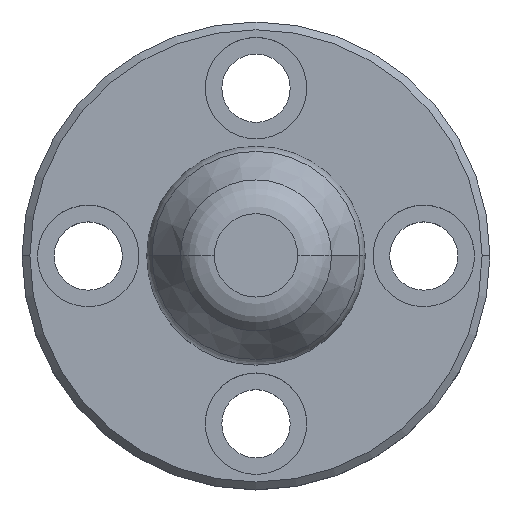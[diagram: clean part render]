
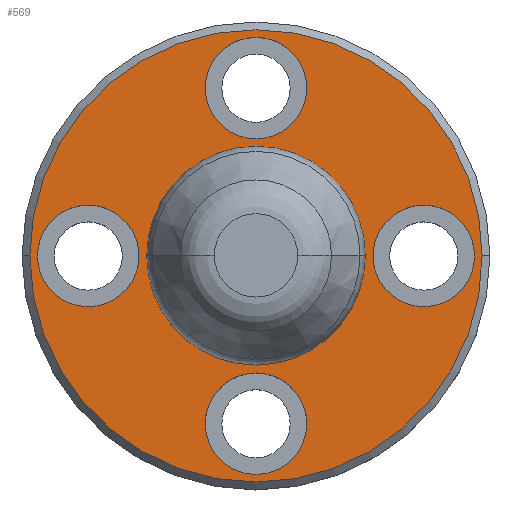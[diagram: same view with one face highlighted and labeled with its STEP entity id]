
A CAD part, top view. The second image highlights one B-rep face of the part: STEP entity #569.
In plain terms, the highlighted planar face has unit normal (0, 0, 1).
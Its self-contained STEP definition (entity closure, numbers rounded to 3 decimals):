
#26 = CARTESIAN_POINT ( 'NONE',  ( -13., -43., 25. ) ) ;
#45 = DIRECTION ( 'NONE',  ( 0., 0., -1. ) ) ;
#52 = FACE_OUTER_BOUND ( 'NONE', #60, .T. ) ;
#54 = DIRECTION ( 'NONE',  ( 1., 0., 0. ) ) ;
#56 = CIRCLE ( 'NONE', #349, 57.95 ) ;
#60 = EDGE_LOOP ( 'NONE', ( #653, #935 ) ) ;
#89 = VERTEX_POINT ( 'NONE', #1059 ) ;
#111 = CARTESIAN_POINT ( 'NONE',  ( 0., 0., 25. ) ) ;
#130 = CARTESIAN_POINT ( 'NONE',  ( -30., 0., 25. ) ) ;
#135 = CIRCLE ( 'NONE', #638, 13. ) ;
#155 = DIRECTION ( 'NONE',  ( 0., 0., 1. ) ) ;
#226 = VERTEX_POINT ( 'NONE', #676 ) ;
#239 = CARTESIAN_POINT ( 'NONE',  ( 0., 0., 25. ) ) ;
#301 = CARTESIAN_POINT ( 'NONE',  ( 30., 0., 25. ) ) ;
#308 = CARTESIAN_POINT ( 'NONE',  ( 43., 0., 25. ) ) ;
#315 = AXIS2_PLACEMENT_3D ( 'NONE', #1326, #689, #54 ) ;
#320 = CIRCLE ( 'NONE', #327, 13. ) ;
#325 = AXIS2_PLACEMENT_3D ( 'NONE', #362, #1111, #460 ) ;
#327 = AXIS2_PLACEMENT_3D ( 'NONE', #789, #155, #893 ) ;
#329 = AXIS2_PLACEMENT_3D ( 'NONE', #1219, #568, #1321 ) ;
#342 = CARTESIAN_POINT ( 'NONE',  ( -56., 0., 25. ) ) ;
#348 = AXIS2_PLACEMENT_3D ( 'NONE', #678, #45, #781 ) ;
#349 = AXIS2_PLACEMENT_3D ( 'NONE', #239, #998, #355 ) ;
#355 = DIRECTION ( 'NONE',  ( 1., 0., 0. ) ) ;
#360 = FACE_BOUND ( 'NONE', #476, .T. ) ;
#362 = CARTESIAN_POINT ( 'NONE',  ( 0., 43., 25. ) ) ;
#370 = EDGE_LOOP ( 'NONE', ( #1101, #656 ) ) ;
#389 = VERTEX_POINT ( 'NONE', #1365 ) ;
#414 = DIRECTION ( 'NONE',  ( 1., 0., 0. ) ) ;
#418 = DIRECTION ( 'NONE',  ( 0., 0., 1. ) ) ;
#432 = CARTESIAN_POINT ( 'NONE',  ( 57.95, 0., 25. ) ) ;
#440 = CARTESIAN_POINT ( 'NONE',  ( 0., 0., 25. ) ) ;
#460 = DIRECTION ( 'NONE',  ( 1., 0., 0. ) ) ;
#467 = AXIS2_PLACEMENT_3D ( 'NONE', #440, #1206, #547 ) ;
#476 = EDGE_LOOP ( 'NONE', ( #741, #1085 ) ) ;
#483 = VERTEX_POINT ( 'NONE', #301 ) ;
#503 = DIRECTION ( 'NONE',  ( 0., 0., 1. ) ) ;
#505 = AXIS2_PLACEMENT_3D ( 'NONE', #1071, #418, #1173 ) ;
#525 = AXIS2_PLACEMENT_3D ( 'NONE', #308, #1064, #414 ) ;
#526 = DIRECTION ( 'NONE',  ( 0., 0., 1. ) ) ;
#547 = DIRECTION ( 'NONE',  ( 1., 0., 0. ) ) ;
#564 = AXIS2_PLACEMENT_3D ( 'NONE', #1179, #526, #1282 ) ;
#568 = DIRECTION ( 'NONE',  ( 0., 0., 1. ) ) ;
#569 = ADVANCED_FACE ( 'NONE', ( #895, #52, #643, #855, #360, #573 ), #1325, .T. ) ;
#571 = CARTESIAN_POINT ( 'NONE',  ( 0., 43., 25. ) ) ;
#572 = ORIENTED_EDGE ( 'NONE', *, *, #1041, .F. ) ;
#573 = FACE_BOUND ( 'NONE', #819, .T. ) ;
#578 = CIRCLE ( 'NONE', #315, 13. ) ;
#609 = CIRCLE ( 'NONE', #329, 13. ) ;
#613 = ORIENTED_EDGE ( 'NONE', *, *, #1100, .T. ) ;
#614 = AXIS2_PLACEMENT_3D ( 'NONE', #1156, #503, #1266 ) ;
#626 = CARTESIAN_POINT ( 'NONE',  ( -13., 43., 25. ) ) ;
#638 = AXIS2_PLACEMENT_3D ( 'NONE', #571, #1088, #1257 ) ;
#643 = FACE_BOUND ( 'NONE', #865, .T. ) ;
#645 = EDGE_LOOP ( 'NONE', ( #613, #839 ) ) ;
#653 = ORIENTED_EDGE ( 'NONE', *, *, #1232, .T. ) ;
#656 = ORIENTED_EDGE ( 'NONE', *, *, #1024, .F. ) ;
#676 = CARTESIAN_POINT ( 'NONE',  ( -57.95, 0., 25. ) ) ;
#678 = CARTESIAN_POINT ( 'NONE',  ( 0., 0., 25. ) ) ;
#689 = DIRECTION ( 'NONE',  ( 0., 0., 1. ) ) ;
#708 = AXIS2_PLACEMENT_3D ( 'NONE', #111, #1167, #1181 ) ;
#711 = VERTEX_POINT ( 'NONE', #130 ) ;
#712 = VERTEX_POINT ( 'NONE', #862 ) ;
#741 = ORIENTED_EDGE ( 'NONE', *, *, #1248, .F. ) ;
#743 = VERTEX_POINT ( 'NONE', #26 ) ;
#765 = ORIENTED_EDGE ( 'NONE', *, *, #1234, .F. ) ;
#781 = DIRECTION ( 'NONE',  ( 1., 0., 0. ) ) ;
#789 = CARTESIAN_POINT ( 'NONE',  ( 43., 0., 25. ) ) ;
#804 = CIRCLE ( 'NONE', #505, 13. ) ;
#819 = EDGE_LOOP ( 'NONE', ( #861, #1157 ) ) ;
#839 = ORIENTED_EDGE ( 'NONE', *, *, #1231, .T. ) ;
#855 = FACE_BOUND ( 'NONE', #370, .T. ) ;
#858 = CIRCLE ( 'NONE', #325, 13. ) ;
#861 = ORIENTED_EDGE ( 'NONE', *, *, #1249, .F. ) ;
#862 = CARTESIAN_POINT ( 'NONE',  ( 13., 43., 25. ) ) ;
#865 = EDGE_LOOP ( 'NONE', ( #765, #572 ) ) ;
#893 = DIRECTION ( 'NONE',  ( 1., 0., 0. ) ) ;
#895 = FACE_BOUND ( 'NONE', #645, .T. ) ;
#916 = CIRCLE ( 'NONE', #614, 57.95 ) ;
#920 = EDGE_CURVE ( 'NONE', #940, #712, #135, .T. ) ;
#935 = ORIENTED_EDGE ( 'NONE', *, *, #938, .T. ) ;
#938 = EDGE_CURVE ( 'NONE', #1203, #226, #916, .T. ) ;
#940 = VERTEX_POINT ( 'NONE', #626 ) ;
#957 = CIRCLE ( 'NONE', #467, 28. ) ;
#981 = EDGE_CURVE ( 'NONE', #743, #89, #1372, .T. ) ;
#998 = DIRECTION ( 'NONE',  ( 0., 0., 1. ) ) ;
#1024 = EDGE_CURVE ( 'NONE', #483, #1147, #1150, .T. ) ;
#1041 = EDGE_CURVE ( 'NONE', #1128, #711, #804, .T. ) ;
#1059 = CARTESIAN_POINT ( 'NONE',  ( 13., -43., 25. ) ) ;
#1064 = DIRECTION ( 'NONE',  ( 0., 0., 1. ) ) ;
#1071 = CARTESIAN_POINT ( 'NONE',  ( -43., 0., 25. ) ) ;
#1085 = ORIENTED_EDGE ( 'NONE', *, *, #920, .F. ) ;
#1088 = DIRECTION ( 'NONE',  ( 0., 0., 1. ) ) ;
#1100 = EDGE_CURVE ( 'NONE', #1134, #389, #957, .T. ) ;
#1101 = ORIENTED_EDGE ( 'NONE', *, *, #1246, .F. ) ;
#1104 = CARTESIAN_POINT ( 'NONE',  ( 28., 0., 25. ) ) ;
#1111 = DIRECTION ( 'NONE',  ( 0., 0., 1. ) ) ;
#1128 = VERTEX_POINT ( 'NONE', #342 ) ;
#1134 = VERTEX_POINT ( 'NONE', #1104 ) ;
#1147 = VERTEX_POINT ( 'NONE', #1223 ) ;
#1150 = CIRCLE ( 'NONE', #525, 13. ) ;
#1156 = CARTESIAN_POINT ( 'NONE',  ( 0., 0., 25. ) ) ;
#1157 = ORIENTED_EDGE ( 'NONE', *, *, #981, .F. ) ;
#1167 = DIRECTION ( 'NONE',  ( 0., 0., 1. ) ) ;
#1173 = DIRECTION ( 'NONE',  ( 1., 0., 0. ) ) ;
#1179 = CARTESIAN_POINT ( 'NONE',  ( 0., -43., 25. ) ) ;
#1180 = CIRCLE ( 'NONE', #348, 28. ) ;
#1181 = DIRECTION ( 'NONE',  ( 1., 0., 0. ) ) ;
#1203 = VERTEX_POINT ( 'NONE', #432 ) ;
#1206 = DIRECTION ( 'NONE',  ( 0., 0., -1. ) ) ;
#1219 = CARTESIAN_POINT ( 'NONE',  ( -43., 0., 25. ) ) ;
#1223 = CARTESIAN_POINT ( 'NONE',  ( 56., 0., 25. ) ) ;
#1231 = EDGE_CURVE ( 'NONE', #389, #1134, #1180, .T. ) ;
#1232 = EDGE_CURVE ( 'NONE', #226, #1203, #56, .T. ) ;
#1234 = EDGE_CURVE ( 'NONE', #711, #1128, #609, .T. ) ;
#1246 = EDGE_CURVE ( 'NONE', #1147, #483, #320, .T. ) ;
#1248 = EDGE_CURVE ( 'NONE', #712, #940, #858, .T. ) ;
#1249 = EDGE_CURVE ( 'NONE', #89, #743, #578, .T. ) ;
#1257 = DIRECTION ( 'NONE',  ( 1., 0., 0. ) ) ;
#1266 = DIRECTION ( 'NONE',  ( 1., 0., 0. ) ) ;
#1282 = DIRECTION ( 'NONE',  ( 1., 0., 0. ) ) ;
#1321 = DIRECTION ( 'NONE',  ( 1., 0., 0. ) ) ;
#1325 = PLANE ( 'NONE',  #708 ) ;
#1326 = CARTESIAN_POINT ( 'NONE',  ( 0., -43., 25. ) ) ;
#1365 = CARTESIAN_POINT ( 'NONE',  ( -28., 0., 25. ) ) ;
#1372 = CIRCLE ( 'NONE', #564, 13. ) ;
